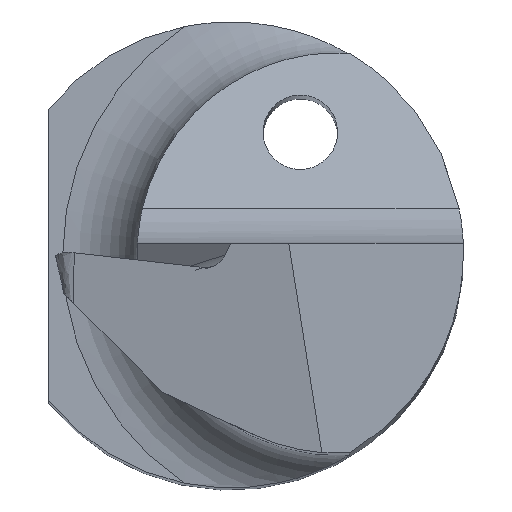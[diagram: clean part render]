
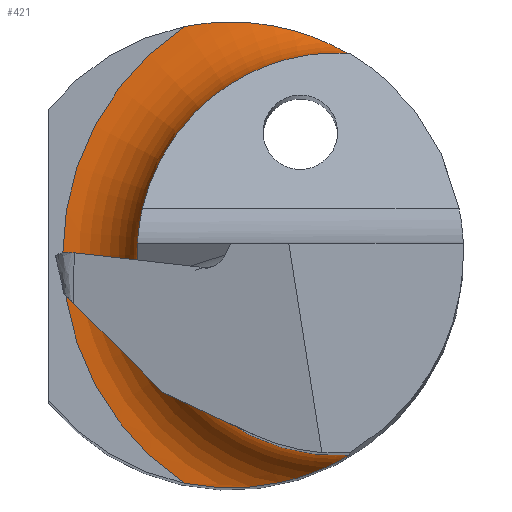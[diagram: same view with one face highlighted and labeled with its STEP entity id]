
A CAD part, top view. The second image highlights one B-rep face of the part: STEP entity #421.
In plain terms, the highlighted toroidal (fillet/blend) face has major radius 2.954 mm and minor radius 0.8 mm.
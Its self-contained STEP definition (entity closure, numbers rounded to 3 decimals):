
#14 = CARTESIAN_POINT ( 'NONE',  ( -0.318, 2.486, 15. ) ) ;
#19 = VERTEX_POINT ( 'NONE', #494 ) ;
#21 = CARTESIAN_POINT ( 'NONE',  ( -0.14, -2.502, 15.009 ) ) ;
#22 = EDGE_CURVE ( 'NONE', #758, #19, #327, .T. ) ;
#27 = CARTESIAN_POINT ( 'NONE',  ( 1.276, -2.15, 15.708 ) ) ;
#93 = CARTESIAN_POINT ( 'NONE',  ( 1.276, 2.15, 15.8 ) ) ;
#95 = CARTESIAN_POINT ( 'NONE',  ( 0.219, 2.497, 15.051 ) ) ;
#107 = CARTESIAN_POINT ( 'NONE',  ( 1.276, -2.15, 15.8 ) ) ;
#144 = CARTESIAN_POINT ( 'NONE',  ( 1.245, 2.168, 15.621 ) ) ;
#172 = CARTESIAN_POINT ( 'NONE',  ( -0.318, -2.486, 15. ) ) ;
#173 = EDGE_CURVE ( 'NONE', #362, #758, #581, .T. ) ;
#176 = DIRECTION ( 'NONE',  ( 0., 0., -1. ) ) ;
#198 = DIRECTION ( 'NONE',  ( -1., 0., 0. ) ) ;
#212 = CIRCLE ( 'NONE', #766, 2.153 ) ;
#312 = CARTESIAN_POINT ( 'NONE',  ( 1.245, -2.168, 15.621 ) ) ;
#324 = CARTESIAN_POINT ( 'NONE',  ( 1.153, 0., 15.8 ) ) ;
#327 = CIRCLE ( 'NONE', #751, 2.953 ) ;
#347 = CARTESIAN_POINT ( 'NONE',  ( -0.495, 2.45, 15. ) ) ;
#362 = VERTEX_POINT ( 'NONE', #93 ) ;
#378 = VERTEX_POINT ( 'NONE', #757 ) ;
#396 = CARTESIAN_POINT ( 'NONE',  ( -0.495, -2.45, 15. ) ) ;
#412 = EDGE_CURVE ( 'NONE', #378, #362, #212, .T. ) ;
#421 = ADVANCED_FACE ( 'NONE', ( #531 ), #971, .F. ) ;
#433 = CARTESIAN_POINT ( 'NONE',  ( 1.152, 2.219, 15.474 ) ) ;
#437 = ORIENTED_EDGE ( 'NONE', *, *, #173, .T. ) ;
#460 = EDGE_CURVE ( 'NONE', #19, #378, #561, .T. ) ;
#464 = DIRECTION ( 'NONE',  ( 0., 0., 1. ) ) ;
#468 = CARTESIAN_POINT ( 'NONE',  ( 0.215, -2.497, 15.051 ) ) ;
#474 = DIRECTION ( 'NONE',  ( -1., 0., 0. ) ) ;
#478 = CARTESIAN_POINT ( 'NONE',  ( 1.091, 2.25, 15.413 ) ) ;
#494 = CARTESIAN_POINT ( 'NONE',  ( -0.495, -2.45, 15. ) ) ;
#531 = FACE_OUTER_BOUND ( 'NONE', #874, .T. ) ;
#559 = CARTESIAN_POINT ( 'NONE',  ( 0.729, 2.397, 15.188 ) ) ;
#561 = B_SPLINE_CURVE_WITH_KNOTS ( 'NONE', 3,
 ( #396, #172, #21, #468, #710, #620, #695, #775, #706, #312, #27, #107 ),
 .UNSPECIFIED., .F., .F.,
 ( 4, 2, 2, 2, 2, 4 ),
 ( 0., 0.001, 0.001, 0.002, 0.002, 0.002 ),
 .UNSPECIFIED. ) ;
#564 = CARTESIAN_POINT ( 'NONE',  ( 1.153, 0., 15. ) ) ;
#566 = CARTESIAN_POINT ( 'NONE',  ( 1.276, 2.15, 15.8 ) ) ;
#581 = B_SPLINE_CURVE_WITH_KNOTS ( 'NONE', 3,
 ( #566, #823, #144, #433, #478, #637, #559, #890, #95, #762, #14, #347 ),
 .UNSPECIFIED., .F., .F.,
 ( 4, 2, 2, 2, 2, 4 ),
 ( 0., 0., 0.001, 0.001, 0.002, 0.002 ),
 .UNSPECIFIED. ) ;
#582 = CARTESIAN_POINT ( 'NONE',  ( -0.495, 2.45, 15. ) ) ;
#615 = DIRECTION ( 'NONE',  ( -1., 0., 0. ) ) ;
#620 = CARTESIAN_POINT ( 'NONE',  ( 0.727, -2.398, 15.187 ) ) ;
#636 = DIRECTION ( 'NONE',  ( 0., 0., 1. ) ) ;
#637 = CARTESIAN_POINT ( 'NONE',  ( 0.888, 2.342, 15.257 ) ) ;
#656 = ORIENTED_EDGE ( 'NONE', *, *, #22, .T. ) ;
#665 = AXIS2_PLACEMENT_3D ( 'NONE', #785, #464, #615 ) ;
#668 = ORIENTED_EDGE ( 'NONE', *, *, #412, .T. ) ;
#695 = CARTESIAN_POINT ( 'NONE',  ( 0.888, -2.342, 15.257 ) ) ;
#706 = CARTESIAN_POINT ( 'NONE',  ( 1.152, -2.22, 15.473 ) ) ;
#710 = CARTESIAN_POINT ( 'NONE',  ( 0.393, -2.475, 15.084 ) ) ;
#751 = AXIS2_PLACEMENT_3D ( 'NONE', #564, #636, #198 ) ;
#757 = CARTESIAN_POINT ( 'NONE',  ( 1.276, -2.15, 15.8 ) ) ;
#758 = VERTEX_POINT ( 'NONE', #582 ) ;
#762 = CARTESIAN_POINT ( 'NONE',  ( -0.138, 2.503, 15.009 ) ) ;
#766 = AXIS2_PLACEMENT_3D ( 'NONE', #324, #176, #474 ) ;
#775 = CARTESIAN_POINT ( 'NONE',  ( 1.091, -2.251, 15.413 ) ) ;
#785 = CARTESIAN_POINT ( 'NONE',  ( 1.153, 0., 15.8 ) ) ;
#823 = CARTESIAN_POINT ( 'NONE',  ( 1.276, 2.15, 15.708 ) ) ;
#874 = EDGE_LOOP ( 'NONE', ( #884, #668, #437, #656 ) ) ;
#884 = ORIENTED_EDGE ( 'NONE', *, *, #460, .T. ) ;
#890 = CARTESIAN_POINT ( 'NONE',  ( 0.393, 2.475, 15.084 ) ) ;
#971 = TOROIDAL_SURFACE ( 'NONE', #665, 2.953, 0.8 ) ;
